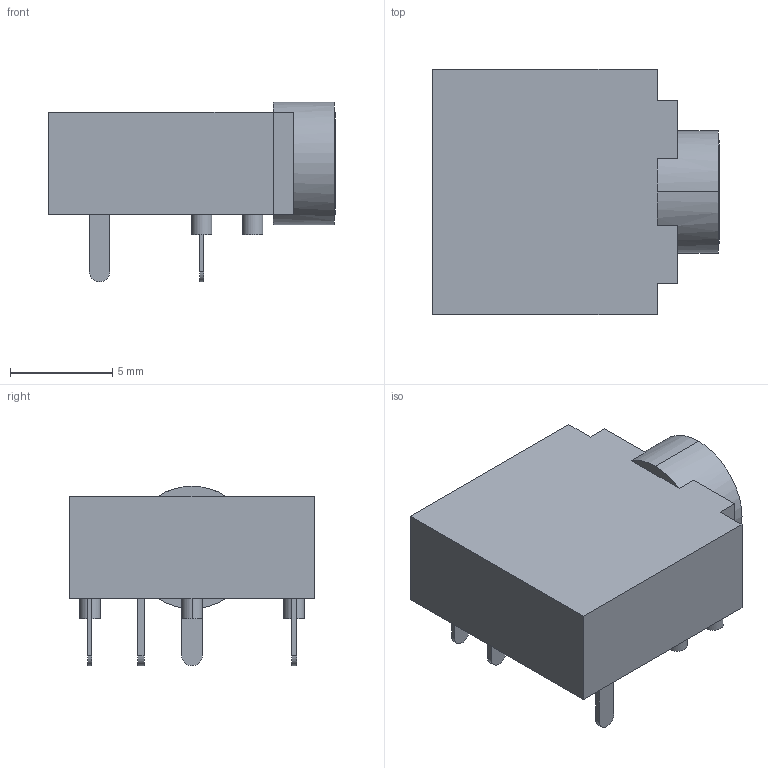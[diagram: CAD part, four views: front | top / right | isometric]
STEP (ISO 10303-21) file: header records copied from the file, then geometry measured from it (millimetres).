
FILE_DESCRIPTION (( 'STEP AP203' ), '1' );
FILE_NAME ('CUI_DEVICES_SJ1-3524NG.step', '2019-10-20T22:35:23', ( '' ), ( '' ), 'SwSTEP 2.0', 'SolidWorks 2019', '' );
FILE_SCHEMA (( 'CONFIG_CONTROL_DESIGN' ));
Length unit declared in the file: inch
Products named in the file (1): CUI_DEVICES_SJ1-3524NG
Bounding box: 14.05 x 12 x 8.8 mm (x, y, z)
Volume: 750.9 mm3; surface area: 699.9 mm2
Topology: 3 solids, 3 shells, 70 faces, 162 edges, 108 vertices
Faces by surface type: plane 48, cylinder 22
Entity records: 2069 total; most frequent: DIRECTION 352, CARTESIAN_POINT 341, ORIENTED_EDGE 324, EDGE_CURVE 162, AXIS2_PLACEMENT_3D 119, LINE 114, VECTOR 114, VERTEX_POINT 108
